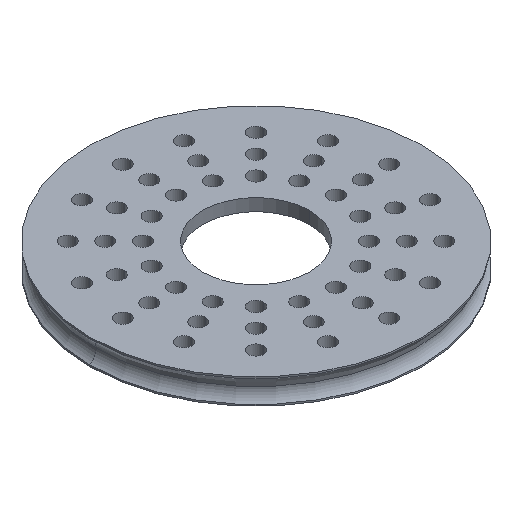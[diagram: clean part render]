
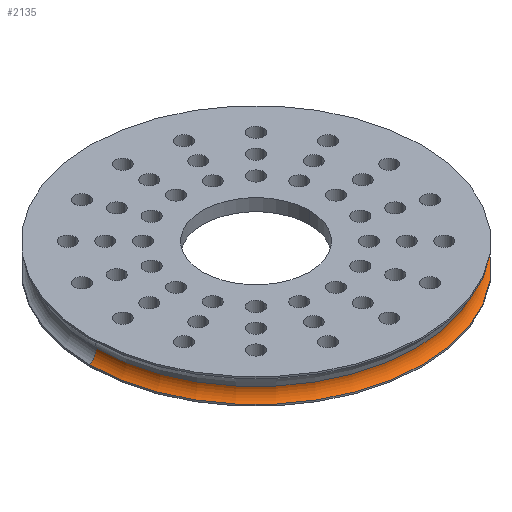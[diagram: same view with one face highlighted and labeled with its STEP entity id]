
A CAD part, isometric view. The second image highlights one B-rep face of the part: STEP entity #2135.
In plain terms, the highlighted toroidal (fillet/blend) face has major radius 41.243 mm and minor radius 3.143 mm.
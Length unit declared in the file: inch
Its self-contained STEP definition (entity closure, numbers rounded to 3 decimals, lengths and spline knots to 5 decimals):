
#117 = CARTESIAN_POINT ( 'NONE',  ( 1.55825, 0., -0.105 ) ) ;
#265 = EDGE_LOOP ( 'NONE', ( #319, #673, #1139, #1248 ) ) ;
#310 = FACE_OUTER_BOUND ( 'NONE', #265, .T. ) ;
#319 = ORIENTED_EDGE ( 'NONE', *, *, #853, .T. ) ;
#320 = AXIS2_PLACEMENT_3D ( 'NONE', #2950, #1994, #1452 ) ;
#403 = CIRCLE ( 'NONE', #3499, 0.12376 ) ;
#632 = VERTEX_POINT ( 'NONE', #1095 ) ;
#673 = ORIENTED_EDGE ( 'NONE', *, *, #2608, .T. ) ;
#748 = CARTESIAN_POINT ( 'NONE',  ( 1.62376, 0., 0. ) ) ;
#853 = EDGE_CURVE ( 'NONE', #2098, #3264, #2144, .T. ) ;
#922 = CIRCLE ( 'NONE', #1463, 1.55825 ) ;
#1095 = CARTESIAN_POINT ( 'NONE',  ( -1.5, 0., 0. ) ) ;
#1139 = ORIENTED_EDGE ( 'NONE', *, *, #2113, .F. ) ;
#1248 = ORIENTED_EDGE ( 'NONE', *, *, #1718, .F. ) ;
#1259 = VERTEX_POINT ( 'NONE', #3593 ) ;
#1452 = DIRECTION ( 'NONE',  ( -1., 0., 0. ) ) ;
#1463 = AXIS2_PLACEMENT_3D ( 'NONE', #1675, #1505, #3980 ) ;
#1505 = DIRECTION ( 'NONE',  ( 0., 0., -1. ) ) ;
#1569 = DIRECTION ( 'NONE',  ( -1., 0., 0. ) ) ;
#1582 = DIRECTION ( 'NONE',  ( 0., 0., -1. ) ) ;
#1675 = CARTESIAN_POINT ( 'NONE',  ( 0., 0., -0.105 ) ) ;
#1718 = EDGE_CURVE ( 'NONE', #2098, #1259, #922, .T. ) ;
#1876 = CARTESIAN_POINT ( 'NONE',  ( 0., 0., 0. ) ) ;
#1908 = TOROIDAL_SURFACE ( 'NONE', #320, 1.62376, 0.12376 ) ;
#1994 = DIRECTION ( 'NONE',  ( 0., 0., -1. ) ) ;
#2043 = DIRECTION ( 'NONE',  ( -1., 0., 0. ) ) ;
#2078 = AXIS2_PLACEMENT_3D ( 'NONE', #1876, #1582, #1569 ) ;
#2098 = VERTEX_POINT ( 'NONE', #117 ) ;
#2113 = EDGE_CURVE ( 'NONE', #1259, #632, #403, .T. ) ;
#2135 = ADVANCED_FACE ( 'NONE', ( #310 ), #1908, .F. ) ;
#2144 = CIRCLE ( 'NONE', #3673, 0.12376 ) ;
#2275 = CARTESIAN_POINT ( 'NONE',  ( 1.5, 0., 0. ) ) ;
#2608 = EDGE_CURVE ( 'NONE', #3264, #632, #2780, .T. ) ;
#2780 = CIRCLE ( 'NONE', #2078, 1.5 ) ;
#2930 = DIRECTION ( 'NONE',  ( 0., 1., 0. ) ) ;
#2950 = CARTESIAN_POINT ( 'NONE',  ( 0., 0., 0. ) ) ;
#3207 = DIRECTION ( 'NONE',  ( 0., 0., -1. ) ) ;
#3264 = VERTEX_POINT ( 'NONE', #2275 ) ;
#3477 = DIRECTION ( 'NONE',  ( 0., -1., 0. ) ) ;
#3499 = AXIS2_PLACEMENT_3D ( 'NONE', #3710, #3477, #3207 ) ;
#3593 = CARTESIAN_POINT ( 'NONE',  ( -1.55825, 0., -0.105 ) ) ;
#3673 = AXIS2_PLACEMENT_3D ( 'NONE', #748, #2930, #2043 ) ;
#3710 = CARTESIAN_POINT ( 'NONE',  ( -1.62376, 0., 0. ) ) ;
#3980 = DIRECTION ( 'NONE',  ( -1., 0., 0. ) ) ;
